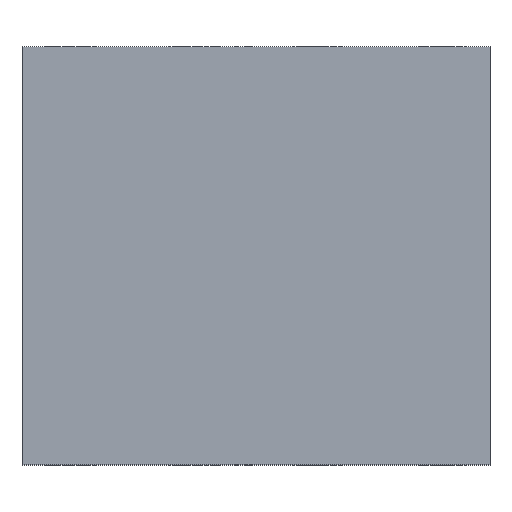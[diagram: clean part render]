
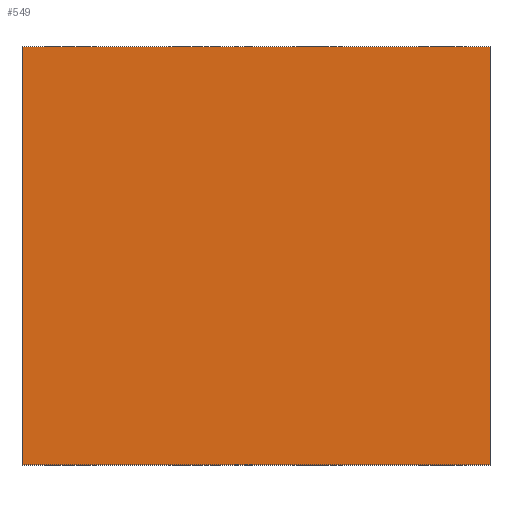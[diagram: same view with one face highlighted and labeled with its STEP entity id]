
A CAD part, top view. The second image highlights one B-rep face of the part: STEP entity #549.
In plain terms, the highlighted planar face has unit normal (0, 0, 1).
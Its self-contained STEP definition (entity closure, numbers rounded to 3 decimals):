
#38 = VERTEX_POINT ( 'NONE', #46 ) ;
#39 = CARTESIAN_POINT ( 'NONE',  ( -4.81, 0., 2.27 ) ) ;
#46 = CARTESIAN_POINT ( 'NONE',  ( -4.81, 0., 2.27 ) ) ;
#65 = CARTESIAN_POINT ( 'NONE',  ( -4.81, 8.6, 2.27 ) ) ;
#72 = DIRECTION ( 'NONE',  ( -1., 0., 0. ) ) ;
#74 = CARTESIAN_POINT ( 'NONE',  ( -4.81, 8.6, 2.27 ) ) ;
#141 = CARTESIAN_POINT ( 'NONE',  ( -4.81, 8.6, 2.27 ) ) ;
#150 = EDGE_CURVE ( 'NONE', #198, #38, #292, .T. ) ;
#157 = AXIS2_PLACEMENT_3D ( 'NONE', #141, #681, #72 ) ;
#168 = CARTESIAN_POINT ( 'NONE',  ( -4.81, 8.6, 2.27 ) ) ;
#198 = VERTEX_POINT ( 'NONE', #168 ) ;
#204 = LINE ( 'NONE', #781, #607 ) ;
#256 = FACE_OUTER_BOUND ( 'NONE', #651, .T. ) ;
#259 = ORIENTED_EDGE ( 'NONE', *, *, #260, .T. ) ;
#260 = EDGE_CURVE ( 'NONE', #38, #629, #709, .T. ) ;
#266 = VERTEX_POINT ( 'NONE', #636 ) ;
#277 = DIRECTION ( 'NONE',  ( 1., 0., 0. ) ) ;
#292 = LINE ( 'NONE', #65, #719 ) ;
#297 = DIRECTION ( 'NONE',  ( 0., -1., 0. ) ) ;
#308 = EDGE_CURVE ( 'NONE', #266, #629, #204, .T. ) ;
#358 = ORIENTED_EDGE ( 'NONE', *, *, #753, .F. ) ;
#508 = PLANE ( 'NONE',  #157 ) ;
#515 = DIRECTION ( 'NONE',  ( 1., 0., 0. ) ) ;
#544 = DIRECTION ( 'NONE',  ( 0., -1., 0. ) ) ;
#549 = ADVANCED_FACE ( 'NONE', ( #256 ), #508, .F. ) ;
#584 = ORIENTED_EDGE ( 'NONE', *, *, #308, .F. ) ;
#607 = VECTOR ( 'NONE', #544, 1000. ) ;
#626 = CARTESIAN_POINT ( 'NONE',  ( 4.81, 0., 2.27 ) ) ;
#629 = VERTEX_POINT ( 'NONE', #626 ) ;
#636 = CARTESIAN_POINT ( 'NONE',  ( 4.81, 8.6, 2.27 ) ) ;
#645 = LINE ( 'NONE', #74, #736 ) ;
#651 = EDGE_LOOP ( 'NONE', ( #259, #584, #358, #701 ) ) ;
#680 = VECTOR ( 'NONE', #277, 1000. ) ;
#681 = DIRECTION ( 'NONE',  ( 0., 0., -1. ) ) ;
#701 = ORIENTED_EDGE ( 'NONE', *, *, #150, .T. ) ;
#709 = LINE ( 'NONE', #39, #680 ) ;
#719 = VECTOR ( 'NONE', #297, 1000. ) ;
#736 = VECTOR ( 'NONE', #515, 1000. ) ;
#753 = EDGE_CURVE ( 'NONE', #198, #266, #645, .T. ) ;
#781 = CARTESIAN_POINT ( 'NONE',  ( 4.81, 8.6, 2.27 ) ) ;
